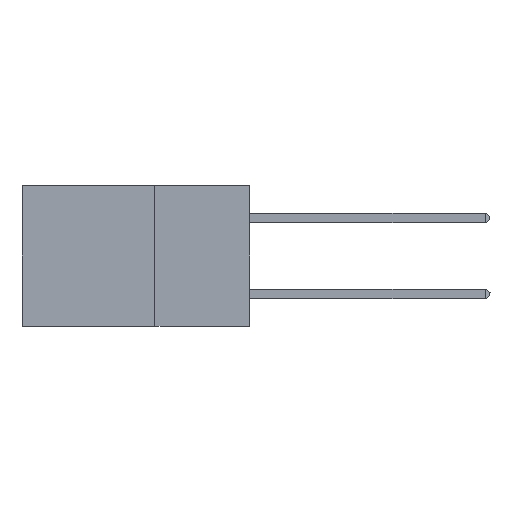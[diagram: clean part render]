
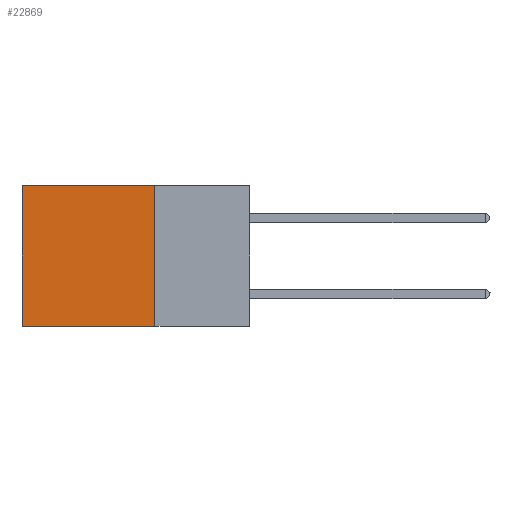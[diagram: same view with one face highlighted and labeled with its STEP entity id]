
A CAD part, left-side view. The second image highlights one B-rep face of the part: STEP entity #22869.
In plain terms, the highlighted planar face has unit normal (-1, 0, 0).
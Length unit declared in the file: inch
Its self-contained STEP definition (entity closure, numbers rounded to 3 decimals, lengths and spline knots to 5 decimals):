
#1079 = LINE ( 'NONE', #1953, #20443 ) ;
#1147 = LINE ( 'NONE', #1725, #6442 ) ;
#1725 = CARTESIAN_POINT ( 'NONE',  ( 0.2875, 0.25, -0.37 ) ) ;
#1953 = CARTESIAN_POINT ( 'NONE',  ( 0.2875, 0.25, 0. ) ) ;
#3710 = ORIENTED_EDGE ( 'NONE', *, *, #10885, .T. ) ;
#4326 = VERTEX_POINT ( 'NONE', #6461 ) ;
#4753 = DIRECTION ( 'NONE',  ( 1., 0., 0. ) ) ;
#5132 = CARTESIAN_POINT ( 'NONE',  ( 0.2875, 0.25, -0.37 ) ) ;
#6125 = DIRECTION ( 'NONE',  ( 0., 0., -1. ) ) ;
#6442 = VECTOR ( 'NONE', #12373, 39.37008 ) ;
#6461 = CARTESIAN_POINT ( 'NONE',  ( 0.2875, 0.6, -0.37 ) ) ;
#7542 = ORIENTED_EDGE ( 'NONE', *, *, #24341, .T. ) ;
#8398 = AXIS2_PLACEMENT_3D ( 'NONE', #23995, #4753, #21840 ) ;
#8828 = VERTEX_POINT ( 'NONE', #16132 ) ;
#9598 = ORIENTED_EDGE ( 'NONE', *, *, #16282, .F. ) ;
#10156 = VERTEX_POINT ( 'NONE', #21376 ) ;
#10885 = EDGE_CURVE ( 'NONE', #10156, #8828, #14501, .T. ) ;
#12087 = DIRECTION ( 'NONE',  ( 0., 1., 0. ) ) ;
#12373 = DIRECTION ( 'NONE',  ( 0., 1., 0. ) ) ;
#13257 = ORIENTED_EDGE ( 'NONE', *, *, #21986, .F. ) ;
#13650 = LINE ( 'NONE', #27104, #21280 ) ;
#13854 = CARTESIAN_POINT ( 'NONE',  ( 0.2875, 0.25, 0. ) ) ;
#14501 = LINE ( 'NONE', #13854, #18180 ) ;
#15580 = PLANE ( 'NONE',  #8398 ) ;
#16132 = CARTESIAN_POINT ( 'NONE',  ( 0.2875, 0.6, 0. ) ) ;
#16282 = EDGE_CURVE ( 'NONE', #10156, #26166, #1079, .T. ) ;
#18180 = VECTOR ( 'NONE', #12087, 39.37008 ) ;
#20443 = VECTOR ( 'NONE', #6125, 39.37008 ) ;
#20807 = DIRECTION ( 'NONE',  ( 0., 0., -1. ) ) ;
#21280 = VECTOR ( 'NONE', #20807, 39.37008 ) ;
#21376 = CARTESIAN_POINT ( 'NONE',  ( 0.2875, 0.25, 0. ) ) ;
#21840 = DIRECTION ( 'NONE',  ( 0., 0., -1. ) ) ;
#21986 = EDGE_CURVE ( 'NONE', #26166, #4326, #1147, .T. ) ;
#22869 = ADVANCED_FACE ( 'NONE', ( #25784 ), #15580, .F. ) ;
#23995 = CARTESIAN_POINT ( 'NONE',  ( 0.2875, 0.25, 0. ) ) ;
#24341 = EDGE_CURVE ( 'NONE', #8828, #4326, #13650, .T. ) ;
#25784 = FACE_OUTER_BOUND ( 'NONE', #27504, .T. ) ;
#26166 = VERTEX_POINT ( 'NONE', #5132 ) ;
#27104 = CARTESIAN_POINT ( 'NONE',  ( 0.2875, 0.6, 0. ) ) ;
#27504 = EDGE_LOOP ( 'NONE', ( #7542, #13257, #9598, #3710 ) ) ;
